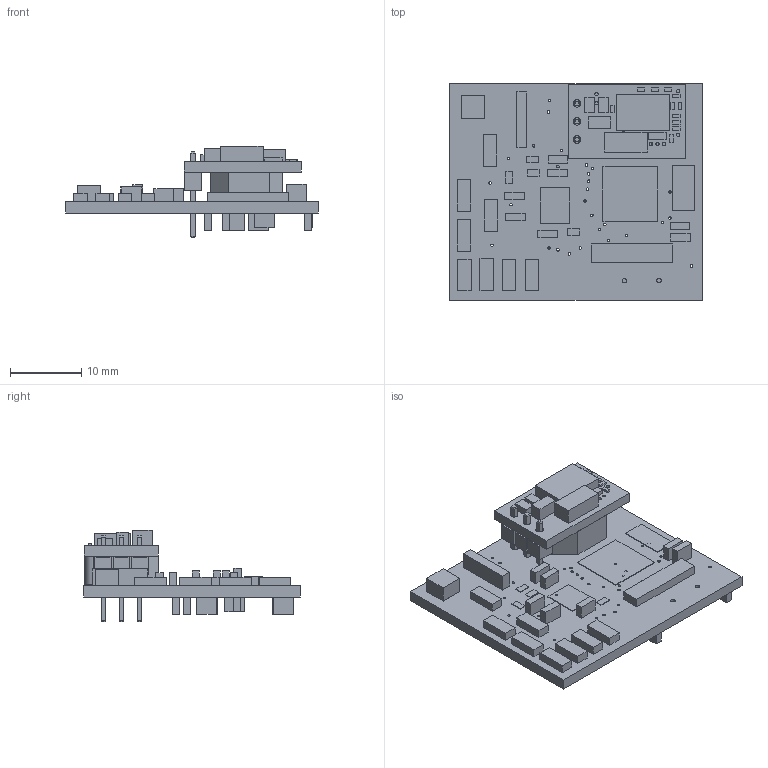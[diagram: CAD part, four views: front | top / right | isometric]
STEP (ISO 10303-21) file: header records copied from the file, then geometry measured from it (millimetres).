
FILE_DESCRIPTION(/* description */ (''),/* implementation_level */ '2;1');
FILE_NAME(/* name */ 'd54db2f1-53c9-4bef-9b37-6a01c7050ae1.stp',/* time_stamp */ '2020-09-10T17:16:06+00:00',/* author */ (''),/* organization */ (''),/* preprocessor_version */ 'ST-DEVELOPER v18.1',/* originating_system */ 'Autodesk Translation Framework v9.3.0.1241',/* authorisation */ '');
FILE_SCHEMA (('AUTOMOTIVE_DESIGN { 1 0 10303 214 3 1 1 }'));
Length unit declared in the file: millimetre
Products named in the file (18): d54db2f1-53c9-4bef-9b37-6a01c7050ae1; PCB Component; Board; 4.7uF; 0.1uF; 47uF; LED-0603; 1X02; 1k; SW_2512; FE05-1; LV8548M; STM32F042K6T6; TCAN337D; ECS-80-S-4X; STAND-OFF; MURATA-DC-DC
Assembly tree (43 placements, depth 3):
  d54db2f1-53c9-4bef-9b37-6a01c7050ae1
    PCB Component
      Board
      4.7uF  x10
      0.1uF
      47uF
      LED-0603  x3
      1X02  x8
      1k  x5
         x3
      SW_2512
      FE05-1
      LV8548M  x3
      STM32F042K6T6
      TCAN337D
      ECS-80-S-4X
      STAND-OFF
      MURATA-DC-DC
Bounding box: 35.56 x 30.48 x 12.93 mm (x, y, z)
Volume: 1963.9 mm3; surface area: 5007.8 mm2
Topology: 41 solids, 68 shells, 606 faces, 1830 edges, 1285 vertices
Faces by surface type: plane 490, cylinder 116
Full cylindrical faces by diameter (mm): 0.35 x39, 0.457 x6, 0.63 x2, 0.813 x5, 1.016 x19, 1.067 x3, 3.302 x1
Entity records: 18693 total; most frequent: CARTESIAN_POINT 3874, DIRECTION 2919, ORIENTED_EDGE 2460, EDGE_CURVE 1518, LINE 1091, VECTOR 1091, VERTEX_POINT 1077, AXIS2_PLACEMENT_3D 914
